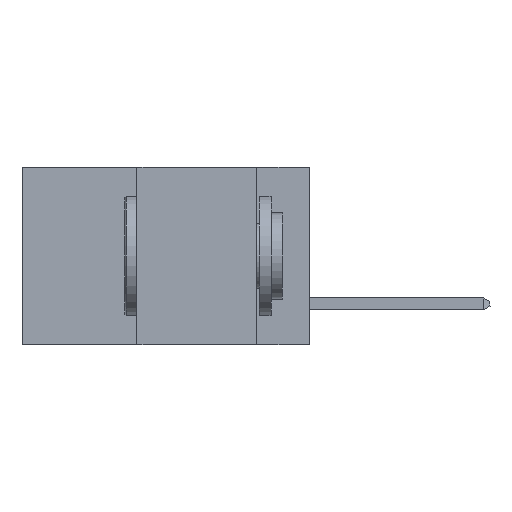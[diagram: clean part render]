
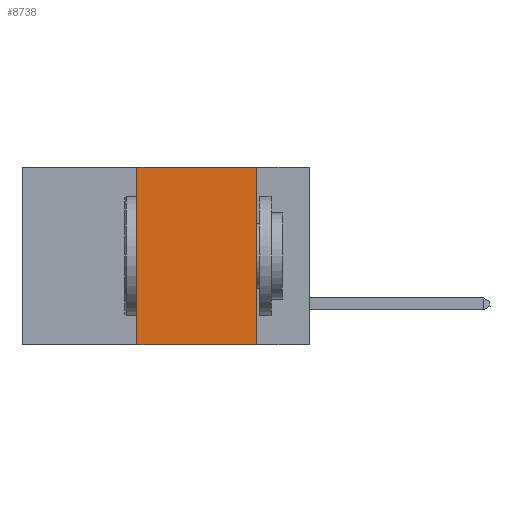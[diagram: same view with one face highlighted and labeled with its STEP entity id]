
A CAD part, left-side view. The second image highlights one B-rep face of the part: STEP entity #8738.
In plain terms, the highlighted planar face has unit normal (-1, 0, 0).
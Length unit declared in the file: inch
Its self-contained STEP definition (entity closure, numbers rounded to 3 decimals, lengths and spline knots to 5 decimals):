
#194 = ORIENTED_EDGE ( 'NONE', *, *, #14958, .T. ) ;
#847 = VERTEX_POINT ( 'NONE', #8009 ) ;
#1142 = CARTESIAN_POINT ( 'NONE',  ( 0., 0.6, 0. ) ) ;
#1385 = VERTEX_POINT ( 'NONE', #15174 ) ;
#1794 = EDGE_CURVE ( 'NONE', #847, #1385, #2457, .T. ) ;
#1799 = FACE_OUTER_BOUND ( 'NONE', #15588, .T. ) ;
#1962 = EDGE_CURVE ( 'NONE', #9368, #6668, #3986, .T. ) ;
#2457 = LINE ( 'NONE', #12541, #3616 ) ;
#2642 = VECTOR ( 'NONE', #3618, 39.37008 ) ;
#2786 = DIRECTION ( 'NONE',  ( 0., -1., 0. ) ) ;
#3616 = VECTOR ( 'NONE', #10136, 39.37008 ) ;
#3618 = DIRECTION ( 'NONE',  ( 0., -1., 0. ) ) ;
#3828 = DIRECTION ( 'NONE',  ( 0., 0., -1. ) ) ;
#3986 = LINE ( 'NONE', #7668, #12141 ) ;
#4332 = ORIENTED_EDGE ( 'NONE', *, *, #7533, .F. ) ;
#5512 = PLANE ( 'NONE',  #11862 ) ;
#5563 = VECTOR ( 'NONE', #2786, 39.37008 ) ;
#5676 = DIRECTION ( 'NONE',  ( 0., 0., -1. ) ) ;
#6200 = ORIENTED_EDGE ( 'NONE', *, *, #1794, .F. ) ;
#6458 = CARTESIAN_POINT ( 'NONE',  ( 0., 0.11, -0.37 ) ) ;
#6668 = VERTEX_POINT ( 'NONE', #6458 ) ;
#6720 = LINE ( 'NONE', #12673, #5563 ) ;
#7426 = LINE ( 'NONE', #1142, #2642 ) ;
#7533 = EDGE_CURVE ( 'NONE', #1385, #9368, #7426, .T. ) ;
#7582 = ORIENTED_EDGE ( 'NONE', *, *, #1962, .F. ) ;
#7668 = CARTESIAN_POINT ( 'NONE',  ( 0., 0.11, 0. ) ) ;
#8009 = CARTESIAN_POINT ( 'NONE',  ( 0., 0.36, -0.37 ) ) ;
#8140 = DIRECTION ( 'NONE',  ( 1., 0., 0. ) ) ;
#8738 = ADVANCED_FACE ( 'NONE', ( #1799 ), #5512, .F. ) ;
#9368 = VERTEX_POINT ( 'NONE', #11202 ) ;
#10136 = DIRECTION ( 'NONE',  ( 0., 0., 1. ) ) ;
#11202 = CARTESIAN_POINT ( 'NONE',  ( 0., 0.11, 0. ) ) ;
#11862 = AXIS2_PLACEMENT_3D ( 'NONE', #15267, #8140, #5676 ) ;
#12141 = VECTOR ( 'NONE', #3828, 39.37008 ) ;
#12541 = CARTESIAN_POINT ( 'NONE',  ( 0., 0.36, 0. ) ) ;
#12673 = CARTESIAN_POINT ( 'NONE',  ( 0., 0.6, -0.37 ) ) ;
#14958 = EDGE_CURVE ( 'NONE', #847, #6668, #6720, .T. ) ;
#15174 = CARTESIAN_POINT ( 'NONE',  ( 0., 0.36, 0. ) ) ;
#15267 = CARTESIAN_POINT ( 'NONE',  ( 0., 0.6, 0. ) ) ;
#15588 = EDGE_LOOP ( 'NONE', ( #7582, #4332, #6200, #194 ) ) ;
